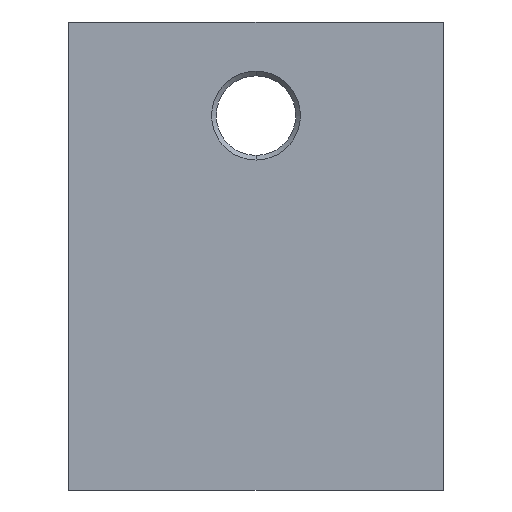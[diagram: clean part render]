
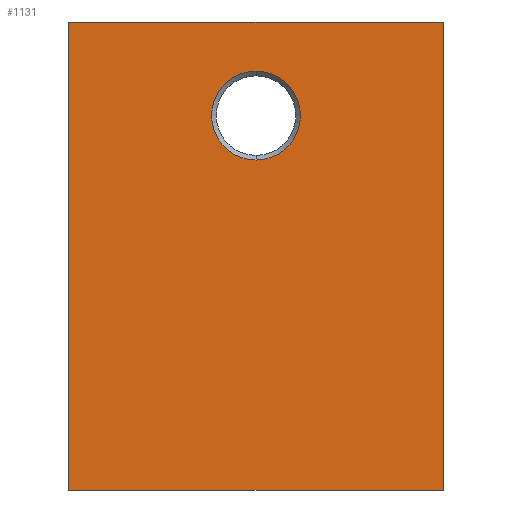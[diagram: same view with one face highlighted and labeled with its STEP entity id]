
A CAD part, front view. The second image highlights one B-rep face of the part: STEP entity #1131.
In plain terms, the highlighted planar face has unit normal (0, -1, 0).
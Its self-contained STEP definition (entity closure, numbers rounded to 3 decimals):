
#5 = VECTOR ( 'NONE', #968, 1000. ) ;
#53 = CARTESIAN_POINT ( 'NONE',  ( 20., 0., -25. ) ) ;
#61 = EDGE_CURVE ( 'NONE', #492, #453, #224, .T. ) ;
#62 = CARTESIAN_POINT ( 'NONE',  ( 20., 0., 25. ) ) ;
#72 = EDGE_LOOP ( 'NONE', ( #1110, #107, #305, #964 ) ) ;
#94 = CARTESIAN_POINT ( 'NONE',  ( 0., 0., 15. ) ) ;
#107 = ORIENTED_EDGE ( 'NONE', *, *, #590, .F. ) ;
#110 = CARTESIAN_POINT ( 'NONE',  ( 20., 0., 25. ) ) ;
#154 = CARTESIAN_POINT ( 'NONE',  ( -20., 0., 25. ) ) ;
#224 = CIRCLE ( 'NONE', #366, 4.75 ) ;
#242 = LINE ( 'NONE', #421, #630 ) ;
#285 = CARTESIAN_POINT ( 'NONE',  ( 0., 0., 15. ) ) ;
#305 = ORIENTED_EDGE ( 'NONE', *, *, #660, .F. ) ;
#334 = VERTEX_POINT ( 'NONE', #1020 ) ;
#366 = AXIS2_PLACEMENT_3D ( 'NONE', #285, #380, #1260 ) ;
#372 = CARTESIAN_POINT ( 'NONE',  ( 0., 0., 19.75 ) ) ;
#376 = DIRECTION ( 'NONE',  ( 0., 0., 1. ) ) ;
#380 = DIRECTION ( 'NONE',  ( 0., 1., 0. ) ) ;
#390 = LINE ( 'NONE', #154, #467 ) ;
#421 = CARTESIAN_POINT ( 'NONE',  ( 20., 0., 25. ) ) ;
#424 = CARTESIAN_POINT ( 'NONE',  ( -20., 0., -25. ) ) ;
#439 = LINE ( 'NONE', #53, #5 ) ;
#453 = VERTEX_POINT ( 'NONE', #468 ) ;
#467 = VECTOR ( 'NONE', #537, 1000. ) ;
#468 = CARTESIAN_POINT ( 'NONE',  ( 0., 0., 10.25 ) ) ;
#492 = VERTEX_POINT ( 'NONE', #372 ) ;
#514 = ORIENTED_EDGE ( 'NONE', *, *, #61, .T. ) ;
#537 = DIRECTION ( 'NONE',  ( 0., 0., -1. ) ) ;
#550 = CARTESIAN_POINT ( 'NONE',  ( -20., 0., 25. ) ) ;
#590 = EDGE_CURVE ( 'NONE', #852, #935, #439, .T. ) ;
#603 = PLANE ( 'NONE',  #716 ) ;
#609 = DIRECTION ( 'NONE',  ( 0., 1., 0. ) ) ;
#613 = VECTOR ( 'NONE', #1244, 1000. ) ;
#624 = VERTEX_POINT ( 'NONE', #550 ) ;
#630 = VECTOR ( 'NONE', #823, 1000. ) ;
#631 = EDGE_LOOP ( 'NONE', ( #815, #514 ) ) ;
#660 = EDGE_CURVE ( 'NONE', #334, #852, #865, .T. ) ;
#673 = CARTESIAN_POINT ( 'NONE',  ( 20., 0., -25. ) ) ;
#716 = AXIS2_PLACEMENT_3D ( 'NONE', #110, #609, #809 ) ;
#719 = EDGE_CURVE ( 'NONE', #624, #935, #390, .T. ) ;
#809 = DIRECTION ( 'NONE',  ( 0., 0., 1. ) ) ;
#815 = ORIENTED_EDGE ( 'NONE', *, *, #1068, .T. ) ;
#816 = FACE_BOUND ( 'NONE', #631, .T. ) ;
#823 = DIRECTION ( 'NONE',  ( -1., 0., 0. ) ) ;
#852 = VERTEX_POINT ( 'NONE', #673 ) ;
#865 = LINE ( 'NONE', #62, #613 ) ;
#878 = CIRCLE ( 'NONE', #894, 4.75 ) ;
#891 = DIRECTION ( 'NONE',  ( 0., 1., 0. ) ) ;
#894 = AXIS2_PLACEMENT_3D ( 'NONE', #94, #891, #376 ) ;
#935 = VERTEX_POINT ( 'NONE', #424 ) ;
#964 = ORIENTED_EDGE ( 'NONE', *, *, #990, .T. ) ;
#968 = DIRECTION ( 'NONE',  ( -1., 0., 0. ) ) ;
#990 = EDGE_CURVE ( 'NONE', #334, #624, #242, .T. ) ;
#1020 = CARTESIAN_POINT ( 'NONE',  ( 20., 0., 25. ) ) ;
#1068 = EDGE_CURVE ( 'NONE', #453, #492, #878, .T. ) ;
#1110 = ORIENTED_EDGE ( 'NONE', *, *, #719, .T. ) ;
#1131 = ADVANCED_FACE ( 'NONE', ( #816, #1188 ), #603, .F. ) ;
#1188 = FACE_OUTER_BOUND ( 'NONE', #72, .T. ) ;
#1244 = DIRECTION ( 'NONE',  ( 0., 0., -1. ) ) ;
#1260 = DIRECTION ( 'NONE',  ( 0., 0., 1. ) ) ;
